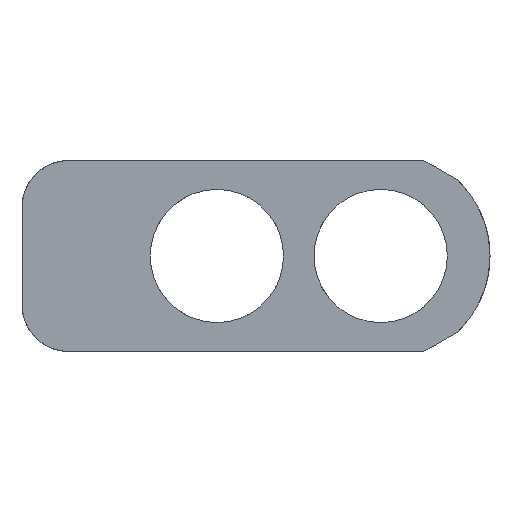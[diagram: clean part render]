
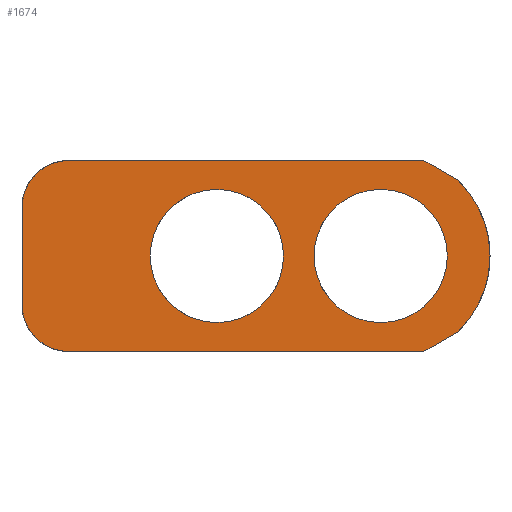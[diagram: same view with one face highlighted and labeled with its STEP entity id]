
A CAD part, left-side view. The second image highlights one B-rep face of the part: STEP entity #1674.
In plain terms, the highlighted planar face has unit normal (-1, 0, 0).
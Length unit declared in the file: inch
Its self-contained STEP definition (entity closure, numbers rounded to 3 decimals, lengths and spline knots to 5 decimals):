
#76=LINE('',#2327,#198);
#93=LINE('',#2401,#215);
#111=LINE('',#2456,#233);
#130=LINE('',#2755,#252);
#176=LINE('',#3341,#298);
#198=VECTOR('',#1874,1.897);
#215=VECTOR('',#1921,1.897);
#233=VECTOR('',#1969,0.20709);
#252=VECTOR('',#2038,0.20709);
#298=VECTOR('',#2218,0.52);
#348=PLANE('',#1827);
#439=FACE_BOUND('',#665,.T.);
#440=FACE_BOUND('',#666,.T.);
#528=FACE_OUTER_BOUND('',#664,.T.);
#664=EDGE_LOOP('',(#1572,#1573,#1574,#1575,#1576,#1577,#1578,#1579));
#665=EDGE_LOOP('',(#1580));
#666=EDGE_LOOP('',(#1581));
#681=CIRCLE('',#1698,0.25);
#694=CIRCLE('',#1716,0.25);
#703=CIRCLE('',#1749,0.5625);
#724=CIRCLE('',#1824,0.356);
#725=CIRCLE('',#1826,0.356);
#748=VERTEX_POINT('',#2324);
#749=VERTEX_POINT('',#2326);
#758=VERTEX_POINT('',#2346);
#770=VERTEX_POINT('',#2398);
#771=VERTEX_POINT('',#2400);
#787=VERTEX_POINT('',#2434);
#793=VERTEX_POINT('',#2454);
#822=VERTEX_POINT('',#2754);
#890=VERTEX_POINT('',#3510);
#891=VERTEX_POINT('',#3513);
#916=EDGE_CURVE('',#749,#748,#76,.T.);
#926=EDGE_CURVE('',#749,#758,#681,.T.);
#945=EDGE_CURVE('',#771,#770,#93,.T.);
#962=EDGE_CURVE('',#787,#770,#694,.T.);
#972=EDGE_CURVE('',#748,#793,#111,.T.);
#1012=EDGE_CURVE('',#822,#771,#130,.T.);
#1014=EDGE_CURVE('',#793,#822,#703,.T.);
#1104=EDGE_CURVE('',#787,#758,#176,.T.);
#1120=EDGE_CURVE('',#890,#890,#724,.T.);
#1121=EDGE_CURVE('',#891,#891,#725,.T.);
#1572=ORIENTED_EDGE('',*,*,#926,.F.);
#1573=ORIENTED_EDGE('',*,*,#916,.T.);
#1574=ORIENTED_EDGE('',*,*,#972,.T.);
#1575=ORIENTED_EDGE('',*,*,#1014,.T.);
#1576=ORIENTED_EDGE('',*,*,#1012,.T.);
#1577=ORIENTED_EDGE('',*,*,#945,.T.);
#1578=ORIENTED_EDGE('',*,*,#962,.F.);
#1579=ORIENTED_EDGE('',*,*,#1104,.T.);
#1580=ORIENTED_EDGE('',*,*,#1120,.T.);
#1581=ORIENTED_EDGE('',*,*,#1121,.T.);
#1674=ADVANCED_FACE('',(#528,#439,#440),#348,.T.);
#1698=AXIS2_PLACEMENT_3D('',#2347,#1890,#1891);
#1716=AXIS2_PLACEMENT_3D('',#2435,#1947,#1948);
#1749=AXIS2_PLACEMENT_3D('',#2758,#2042,#2043);
#1824=AXIS2_PLACEMENT_3D('',#3511,#2246,#2247);
#1826=AXIS2_PLACEMENT_3D('',#3514,#2250,#2251);
#1827=AXIS2_PLACEMENT_3D('',#3515,#2252,#2253);
#1874=DIRECTION('',(0.,-1.,0.));
#1890=DIRECTION('center_axis',(1.,0.,0.));
#1891=DIRECTION('ref_axis',(0.,0.707,-0.707));
#1921=DIRECTION('',(0.,1.,0.));
#1947=DIRECTION('center_axis',(1.,0.,0.));
#1948=DIRECTION('ref_axis',(0.,0.707,0.707));
#1969=DIRECTION('',(0.,-0.866,0.5));
#2038=DIRECTION('',(0.,0.866,0.5));
#2042=DIRECTION('center_axis',(-1.,0.,0.));
#2043=DIRECTION('ref_axis',(0.,0.691,0.723));
#2218=DIRECTION('',(0.,0.,-1.));
#2246=DIRECTION('center_axis',(1.,0.,0.));
#2247=DIRECTION('ref_axis',(0.,-1.,0.));
#2250=DIRECTION('center_axis',(1.,0.,0.));
#2251=DIRECTION('ref_axis',(0.,-1.,0.));
#2252=DIRECTION('center_axis',(-1.,0.,0.));
#2253=DIRECTION('ref_axis',(0.,0.,1.));
#2324=CARTESIAN_POINT('',(-6.417,-1.106,-0.51));
#2326=CARTESIAN_POINT('',(-6.417,0.791,-0.51));
#2327=CARTESIAN_POINT('',(-6.417,-1.459,-0.51));
#2346=CARTESIAN_POINT('',(-6.417,1.041,-0.26));
#2347=CARTESIAN_POINT('Origin',(-6.417,0.791,-0.26));
#2398=CARTESIAN_POINT('',(-6.417,0.791,0.51));
#2400=CARTESIAN_POINT('',(-6.417,-1.106,0.51));
#2401=CARTESIAN_POINT('',(-6.417,1.041,0.51));
#2434=CARTESIAN_POINT('',(-6.417,1.041,0.26));
#2435=CARTESIAN_POINT('Origin',(-6.417,0.791,0.26));
#2454=CARTESIAN_POINT('',(-6.417,-1.28535,-0.40646));
#2456=CARTESIAN_POINT('',(-6.417,-0.96972,-0.58868));
#2754=CARTESIAN_POINT('',(-6.417,-1.28535,0.40646));
#2755=CARTESIAN_POINT('',(-6.417,-0.96972,0.58868));
#2758=CARTESIAN_POINT('Origin',(-6.417,-0.8965,0.));
#3341=CARTESIAN_POINT('',(-6.417,1.041,-0.51));
#3510=CARTESIAN_POINT('',(-6.417,-0.519,0.));
#3511=CARTESIAN_POINT('Origin',(-6.417,-0.875,0.));
#3513=CARTESIAN_POINT('',(-6.417,0.356,0.));
#3514=CARTESIAN_POINT('Origin',(-6.417,0.,0.));
#3515=CARTESIAN_POINT('Origin',(-6.417,-0.209,0.));
